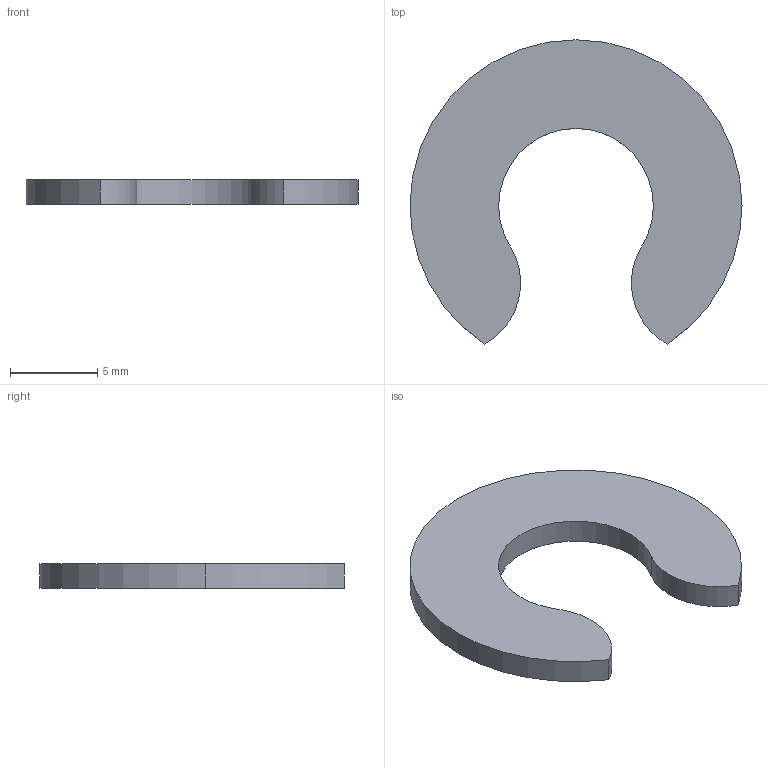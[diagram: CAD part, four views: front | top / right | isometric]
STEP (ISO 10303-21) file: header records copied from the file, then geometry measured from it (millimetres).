
FILE_DESCRIPTION (( 'STEP AP203' ), '1' );
FILE_NAME ('8.) Axle C-Clip 3.0.STEP', '2023-09-26T15:42:38', ( '' ), ( '' ), 'SwSTEP 2.0', 'SolidWorks 2023', '' );
FILE_SCHEMA (( 'CONFIG_CONTROL_DESIGN' ));
Length unit declared in the file: millimetre
Products named in the file (1): 8.) Axle C-Clip 3.0
Bounding box: 19 x 17.43 x 1.4 mm (x, y, z)
Volume: 254.1 mm3; surface area: 475.5 mm2
Topology: 1 solids, 1 shells, 11 faces, 27 edges, 18 vertices
Faces by surface type: cylinder 9, plane 2
Entity records: 416 total; most frequent: DIRECTION 69, CARTESIAN_POINT 57, ORIENTED_EDGE 54, AXIS2_PLACEMENT_3D 30, EDGE_CURVE 27, VERTEX_POINT 18, CIRCLE 18, ADVANCED_FACE 11
